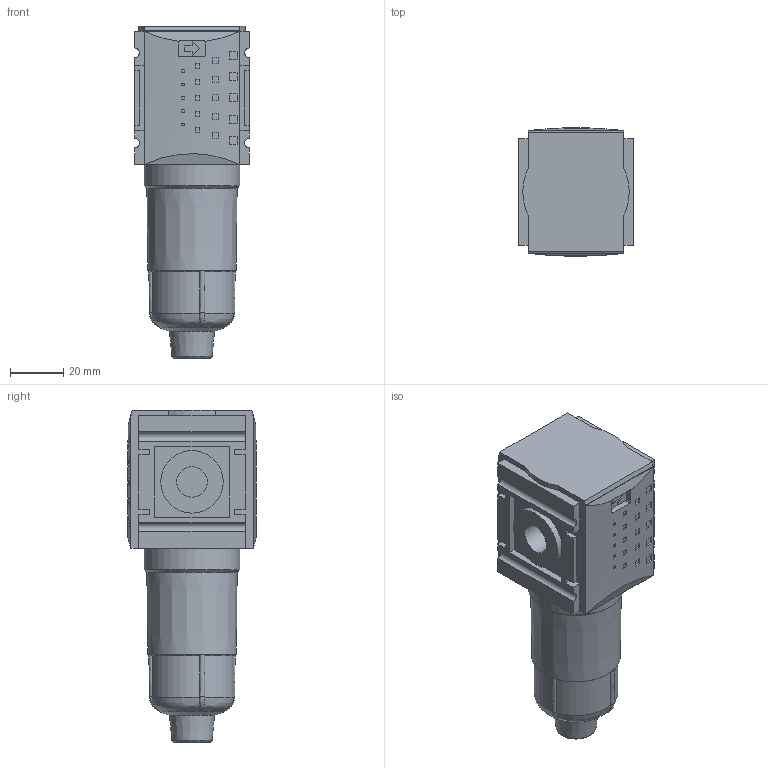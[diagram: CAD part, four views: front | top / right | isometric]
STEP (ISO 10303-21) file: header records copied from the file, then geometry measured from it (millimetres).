
FILE_DESCRIPTION((''),'2;1');
FILE_NAME('KAFI-014.stp','2012-06-25T11:57:55',('DDruske'),(''),'Autodesk Inventor 2009','Autodesk Inventor 2009','');
FILE_SCHEMA(('AUTOMOTIVE_DESIGN { 1 0 10303 214 1 1 1 1 }'));
Length unit declared in the file: millimetre
Products named in the file (1): Bauteil7
Bounding box: 43 x 48.16 x 124.7 mm (x, y, z)
Volume: 153161.4 mm3; surface area: 23582.3 mm2
Topology: 3 solids, 3 shells, 365 faces, 904 edges, 595 vertices
Faces by surface type: plane 239, cylinder 65, bspline 53, cone 6, sphere 1, torus 1
Full cylindrical faces by diameter (mm): 8.4 x1, 11.445 x2, 23.5 x1, 36 x1
Entity records: 11692 total; most frequent: CARTESIAN_POINT 2661, ORIENTED_EDGE 1778, DIRECTION 1718, EDGE_CURVE 889, VERTEX_POINT 595, VECTOR 590, LINE 590, AXIS2_PLACEMENT_3D 564
